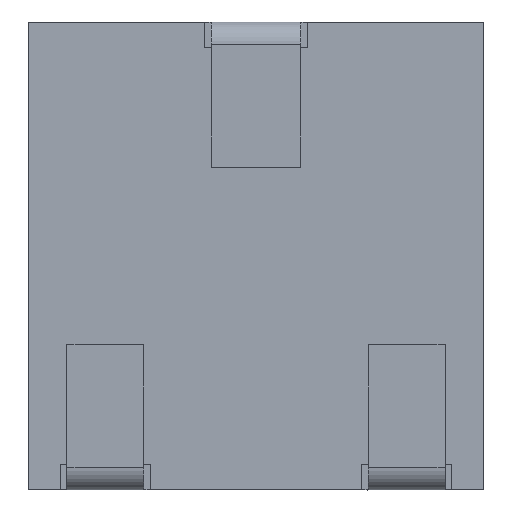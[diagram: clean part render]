
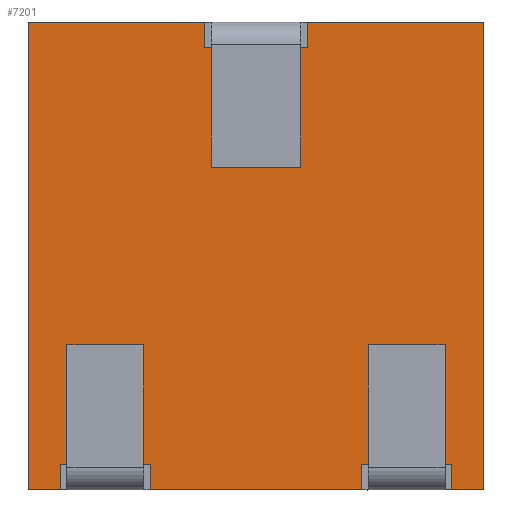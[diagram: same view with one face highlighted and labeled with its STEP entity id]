
A CAD part, front view. The second image highlights one B-rep face of the part: STEP entity #7201.
In plain terms, the highlighted planar face has unit normal (0, -1, 0).
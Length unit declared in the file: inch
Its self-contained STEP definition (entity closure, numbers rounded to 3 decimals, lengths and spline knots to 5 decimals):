
#1285=DIRECTION('',(0.,0.,1.));
#1286=VECTOR('',#1285,0.146);
#1287=CARTESIAN_POINT('',(0.071,-0.111,-0.01198));
#1288=LINE('',#1287,#1286);
#1558=DIRECTION('',(0.,0.,1.));
#1559=VECTOR('',#1558,0.008);
#1560=CARTESIAN_POINT('',(0.016,-0.111,0.12602));
#1561=LINE('',#1560,#1559);
#1562=DIRECTION('',(1.,0.,0.));
#1563=VECTOR('',#1562,0.055);
#1564=CARTESIAN_POINT('',(0.016,-0.111,0.13402));
#1565=LINE('',#1564,#1563);
#1566=DIRECTION('',(0.,0.,-1.));
#1567=VECTOR('',#1566,0.008);
#1568=CARTESIAN_POINT('',(0.033,-0.111,-0.00398));
#1569=LINE('',#1568,#1567);
#1570=DIRECTION('',(0.,0.,-1.));
#1571=VECTOR('',#1570,0.008);
#1572=CARTESIAN_POINT('',(-0.061,-0.111,-0.00398));
#1573=LINE('',#1572,#1571);
#1574=DIRECTION('',(0.,0.,1.));
#1575=VECTOR('',#1574,0.146);
#1576=CARTESIAN_POINT('',(-0.071,-0.111,-0.01198));
#1577=LINE('',#1576,#1575);
#1578=DIRECTION('',(1.,0.,0.));
#1579=VECTOR('',#1578,0.055);
#1580=CARTESIAN_POINT('',(-0.071,-0.111,0.13402));
#1581=LINE('',#1580,#1579);
#1590=DIRECTION('',(-1.,0.,0.));
#1591=VECTOR('',#1590,0.032);
#1592=CARTESIAN_POINT('',(0.016,-0.111,0.12602));
#1593=LINE('',#1592,#1591);
#1598=DIRECTION('',(0.,0.,1.));
#1599=VECTOR('',#1598,0.008);
#1600=CARTESIAN_POINT('',(-0.016,-0.111,0.12602));
#1601=LINE('',#1600,#1599);
#1606=DIRECTION('',(1.,0.,0.));
#1607=VECTOR('',#1606,0.066);
#1608=CARTESIAN_POINT('',(-0.033,-0.111,-0.01198));
#1609=LINE('',#1608,#1607);
#1614=DIRECTION('',(1.,0.,0.));
#1615=VECTOR('',#1614,0.01);
#1616=CARTESIAN_POINT('',(0.061,-0.111,-0.01198));
#1617=LINE('',#1616,#1615);
#1626=DIRECTION('',(1.,0.,0.));
#1627=VECTOR('',#1626,0.01);
#1628=CARTESIAN_POINT('',(-0.071,-0.111,-0.01198));
#1629=LINE('',#1628,#1627);
#1807=DIRECTION('',(1.,0.,0.));
#1808=VECTOR('',#1807,0.028);
#1809=CARTESIAN_POINT('',(-0.061,-0.111,-0.00398));
#1810=LINE('',#1809,#1808);
#1815=DIRECTION('',(0.,0.,-1.));
#1816=VECTOR('',#1815,0.008);
#1817=CARTESIAN_POINT('',(-0.033,-0.111,-0.00398));
#1818=LINE('',#1817,#1816);
#1852=DIRECTION('',(1.,0.,0.));
#1853=VECTOR('',#1852,0.028);
#1854=CARTESIAN_POINT('',(0.033,-0.111,-0.00398));
#1855=LINE('',#1854,#1853);
#2038=DIRECTION('',(0.,0.,-1.));
#2039=VECTOR('',#2038,0.008);
#2040=CARTESIAN_POINT('',(0.061,-0.111,-0.00398));
#2041=LINE('',#2040,#2039);
#4214=CARTESIAN_POINT('',(-0.016,-0.111,0.13402));
#4215=VERTEX_POINT('',#4214);
#4216=CARTESIAN_POINT('',(-0.071,-0.111,0.13402));
#4217=VERTEX_POINT('',#4216);
#4218=CARTESIAN_POINT('',(0.071,-0.111,0.13402));
#4219=VERTEX_POINT('',#4218);
#4220=CARTESIAN_POINT('',(0.016,-0.111,0.13402));
#4221=VERTEX_POINT('',#4220);
#4272=CARTESIAN_POINT('',(0.016,-0.111,0.12602));
#4273=VERTEX_POINT('',#4272);
#4274=CARTESIAN_POINT('',(-0.016,-0.111,0.12602));
#4275=VERTEX_POINT('',#4274);
#4276=CARTESIAN_POINT('',(0.071,-0.111,-0.01198));
#4277=VERTEX_POINT('',#4276);
#4278=CARTESIAN_POINT('',(0.061,-0.111,-0.01198));
#4279=VERTEX_POINT('',#4278);
#4280=CARTESIAN_POINT('',(0.061,-0.111,-0.00398));
#4281=VERTEX_POINT('',#4280);
#4282=CARTESIAN_POINT('',(0.033,-0.111,-0.00398));
#4283=VERTEX_POINT('',#4282);
#4284=CARTESIAN_POINT('',(0.033,-0.111,-0.01198));
#4285=VERTEX_POINT('',#4284);
#4286=CARTESIAN_POINT('',(-0.033,-0.111,-0.01198));
#4287=VERTEX_POINT('',#4286);
#4288=CARTESIAN_POINT('',(-0.033,-0.111,-0.00398));
#4289=VERTEX_POINT('',#4288);
#4290=CARTESIAN_POINT('',(-0.061,-0.111,-0.00398));
#4291=VERTEX_POINT('',#4290);
#4292=CARTESIAN_POINT('',(-0.061,-0.111,-0.01198));
#4293=VERTEX_POINT('',#4292);
#4294=CARTESIAN_POINT('',(-0.071,-0.111,-0.01198));
#4295=VERTEX_POINT('',#4294);
#7166=CARTESIAN_POINT('',(0.,-0.111,0.06102));
#7167=DIRECTION('',(0.,1.,0.));
#7168=DIRECTION('',(-1.,0.,0.));
#7169=AXIS2_PLACEMENT_3D('',#7166,#7167,#7168);
#7170=PLANE('',#7169);
#7172=ORIENTED_EDGE('',*,*,#7171,.F.);
#7173=ORIENTED_EDGE('',*,*,#7158,.T.);
#7174=ORIENTED_EDGE('',*,*,#6929,.T.);
#7175=ORIENTED_EDGE('',*,*,#6787,.F.);
#7177=ORIENTED_EDGE('',*,*,#7176,.F.);
#7179=ORIENTED_EDGE('',*,*,#7178,.F.);
#7181=ORIENTED_EDGE('',*,*,#7180,.F.);
#7183=ORIENTED_EDGE('',*,*,#7182,.T.);
#7185=ORIENTED_EDGE('',*,*,#7184,.F.);
#7187=ORIENTED_EDGE('',*,*,#7186,.F.);
#7189=ORIENTED_EDGE('',*,*,#7188,.F.);
#7191=ORIENTED_EDGE('',*,*,#7190,.T.);
#7193=ORIENTED_EDGE('',*,*,#7192,.F.);
#7195=ORIENTED_EDGE('',*,*,#7194,.T.);
#7196=ORIENTED_EDGE('',*,*,#6919,.T.);
#7198=ORIENTED_EDGE('',*,*,#7197,.F.);
#7199=EDGE_LOOP('',(#7172,#7173,#7174,#7175,#7177,#7179,#7181,#7183,#7185,#7187,
#7189,#7191,#7193,#7195,#7196,#7198));
#7200=FACE_OUTER_BOUND('',#7199,.F.);
#7201=ADVANCED_FACE('',(#7200),#7170,.F.);
#6787=EDGE_CURVE('',#4277,#4219,#1288,.T.);
#6919=EDGE_CURVE('',#4217,#4215,#1581,.T.);
#6929=EDGE_CURVE('',#4221,#4219,#1565,.T.);
#7158=EDGE_CURVE('',#4273,#4221,#1561,.T.);
#7171=EDGE_CURVE('',#4273,#4275,#1593,.T.);
#7176=EDGE_CURVE('',#4279,#4277,#1617,.T.);
#7178=EDGE_CURVE('',#4281,#4279,#2041,.T.);
#7180=EDGE_CURVE('',#4283,#4281,#1855,.T.);
#7182=EDGE_CURVE('',#4283,#4285,#1569,.T.);
#7184=EDGE_CURVE('',#4287,#4285,#1609,.T.);
#7186=EDGE_CURVE('',#4289,#4287,#1818,.T.);
#7188=EDGE_CURVE('',#4291,#4289,#1810,.T.);
#7190=EDGE_CURVE('',#4291,#4293,#1573,.T.);
#7192=EDGE_CURVE('',#4295,#4293,#1629,.T.);
#7194=EDGE_CURVE('',#4295,#4217,#1577,.T.);
#7197=EDGE_CURVE('',#4275,#4215,#1601,.T.);
